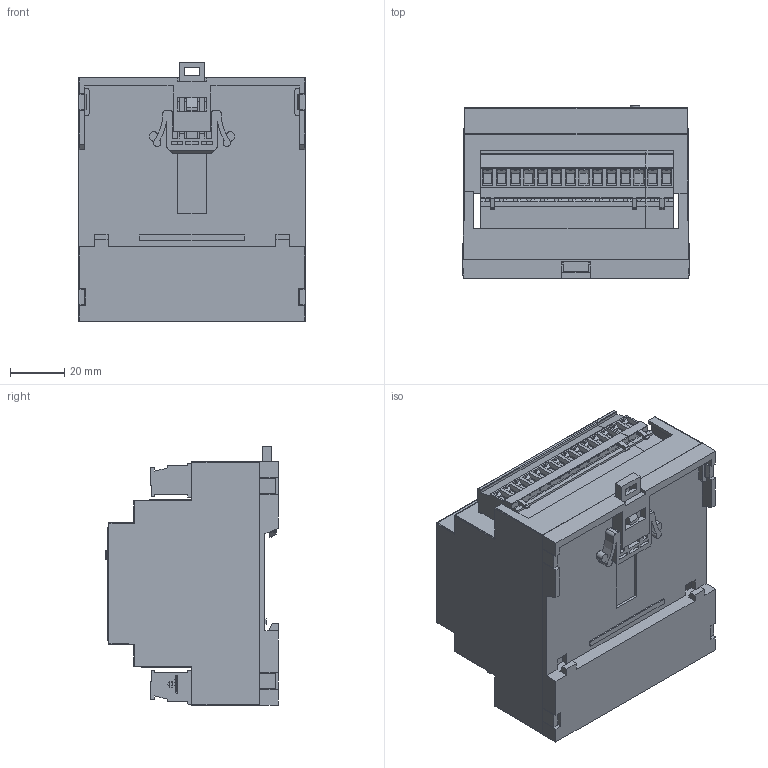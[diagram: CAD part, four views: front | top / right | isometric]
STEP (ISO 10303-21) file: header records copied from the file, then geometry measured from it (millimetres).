
FILE_DESCRIPTION (( 'STEP AP214' ), '1' );
FILE_NAME ('BRSP.421243.004_MINI_B_SITE.STEP', '2024-05-21T16:36:47', ( 'd.a.glushkov' ), ( '' ), 'SwSTEP 2.0', 'SolidWorks 2022', '' );
FILE_SCHEMA (( 'AUTOMOTIVE_DESIGN' ));
Length unit declared in the file: millimetre
Products named in the file (48): BRSP.741512.008; Open CASCADE STEP translator 7.5 1.1.1.step; R2BRSP.758724.004.step; BRSP.468332.024; XT3BRSP.687253.006^BRSP.687253.006_BRSP.468332.024; D5MG; _______2EDGV-5.08-02P^XT4BRSP.687253.006_BRSP.687253.006_BRSP.468332.024; XS1BRSP.758724.004.step; BRSP.758724.004; User Library-0603 SMD Resistor.step; 68611614122.step; ___________805 _______.step; XT2BRSP.687253.006^BRSP.687253.006_BRSP.468332.024; C3BRSP.758724.004.step; BoardBRSP.758724.004.step; _______2EDGKA-5.08-12P^XT2BRSP.687253.006_BRSP.687253.006_BRSP.468332.024; _______2EDGKA-5.08-02P^XT4BRSP.687253.006_BRSP.687253.006_BRSP.468332.024; BRSP.758724.004.step; BRSP.687253.006^BRSP.468332.024; HL2BRSP.758724.004.step; XT4BRSP.687253.006^BRSP.687253.006_BRSP.468332.024; 6861xx14122_PIN.step; C2BRSP.758724.004.step; R3BRSP.758724.004.step; BRSP.421243.004_MINI_B_SITE; _______2EDGV-5.08-12P^XT3BRSP.687253.006_BRSP.687253.006_BRSP.468332.024; 6860xx14122_FLANGE-BIS.step; ___________805 _______-0.step; SB1BRSP.758724.004.step; ________PC 16 pin 1.0mm TOP.step; HL1BRSP.758724.004.step; ____________ ________________ 6x6x17.step; R4BRSP.758724.004.step; ___________805 _________V____@#____.step; BoardBRSP.687253.006^BRSP.687253.006_BRSP.468332.024; HL4BRSP.758724.004.step; C1BRSP.758724.004.step; 6860xx14122_FLANGE.step; _______2EDGV-5.08-12P^XT2BRSP.687253.006_BRSP.687253.006_BRSP.468332.024; R1BRSP.758724.004.step ...
Assembly tree (69 placements, depth 6):
  BRSP.421243.004_MINI_B_SITE
    D5MG
    BRSP.468332.024
      BRSP.687253.006^BRSP.468332.024
        BoardBRSP.687253.006^BRSP.687253.006_BRSP.468332.024
          Open CASCADE STEP translator 6.8 1.1.1^BoardBRSP.687253.006_BRSP.687253.006_BRSP.468332.024
        XT4BRSP.687253.006^BRSP.687253.006_BRSP.468332.024
          _______2EDGKA-5.08-02P^XT4BRSP.687253.006_BRSP.687253.006_BRSP.468332.024
          _______2EDGV-5.08-02P^XT4BRSP.687253.006_BRSP.687253.006_BRSP.468332.024
        XT3BRSP.687253.006^BRSP.687253.006_BRSP.468332.024
          _______2EDGV-5.08-12P^XT3BRSP.687253.006_BRSP.687253.006_BRSP.468332.024
          _______2EDGKA-5.08-12P^XT3BRSP.687253.006_BRSP.687253.006_BRSP.468332.024
        XT2BRSP.687253.006^BRSP.687253.006_BRSP.468332.024
          _______2EDGV-5.08-12P^XT2BRSP.687253.006_BRSP.687253.006_BRSP.468332.024
          _______2EDGKA-5.08-12P^XT2BRSP.687253.006_BRSP.687253.006_BRSP.468332.024
        XT1BRSP.687253.006^BRSP.687253.006_BRSP.468332.024
          ____________________3,2_1,5__^XT1BRSP.687253.006_BRSP.687253.006_BRSP.468332.024
    BRSP.741512.008
    BRSP.758724.004
      BRSP.758724.004.step
        BoardBRSP.758724.004.step
          Open CASCADE STEP translator 7.5 1.1.1.step
        SB1BRSP.758724.004.step
          ____________ ________________ 6x6x17.step
        R5BRSP.758724.004.step
          User Library-0603 SMD Resistor.step
        R4BRSP.758724.004.step
          User Library-0603 SMD Resistor.step
        R3BRSP.758724.004.step
          User Library-0603 SMD Resistor.step
        R2BRSP.758724.004.step
          User Library-0603 SMD Resistor.step
        R1BRSP.758724.004.step
          User Library-0603 SMD Resistor.step
        HL4BRSP.758724.004.step
          ___________805 _______.step
        HL3BRSP.758724.004.step
          ___________805 _______-0.step
        HL2BRSP.758724.004.step
          ___________805 _________V____@#____.step
        HL1BRSP.758724.004.step
          ___________805 _________V____@#____.step
        C3BRSP.758724.004.step
          ____________0603.step
        C2BRSP.758724.004.step
          ____________0603.step
        C1BRSP.758724.004.step
          ____________0603.step
        XS1BRSP.758724.004.step
          ________PC 16 pin 1.0mm TOP.step
            68611614122.step
            6861xx14122_PIN.step  x16
            6860xx14122_FLANGE.step
            6860xx14122_FLANGE-BIS.step
            68611614122_PAD.step
Bounding box: 83.6 x 63.89 x 95.77 mm (x, y, z)
Volume: 112496 mm3; surface area: 116726.6 mm2
Topology: 49 solids, 49 shells, 6228 faces, 16542 edges, 10508 vertices
Faces by surface type: plane 3970, cylinder 1357, bspline 255, sphere 238, cone 224, torus 184
Entity records: 183187 total; most frequent: CARTESIAN_POINT 41523, ORIENTED_EDGE 28654, DIRECTION 26597, EDGE_CURVE 14327, VECTOR 10121, LINE 10121, VERTEX_POINT 9183, AXIS2_PLACEMENT_3D 8238
